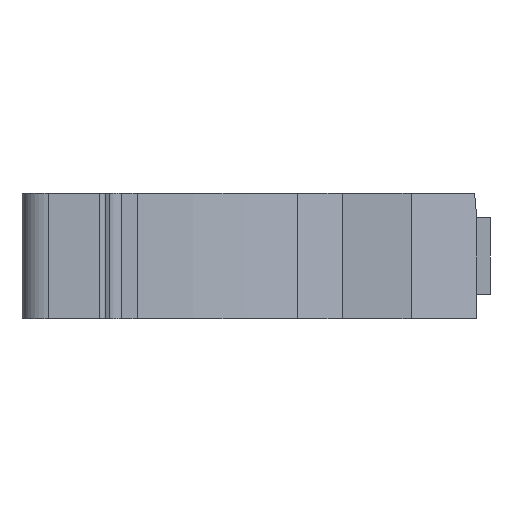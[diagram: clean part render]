
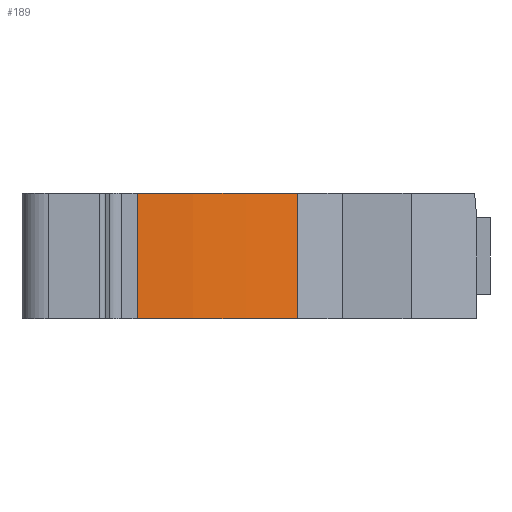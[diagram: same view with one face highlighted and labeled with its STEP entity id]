
A CAD part, front view. The second image highlights one B-rep face of the part: STEP entity #189.
In plain terms, the highlighted cylindrical face has radius 30.24 mm (diameter 60.48 mm), a partial arc.
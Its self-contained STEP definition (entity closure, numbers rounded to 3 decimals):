
#148=CARTESIAN_POINT('',(25.796,105.946,-9.576));
#149=DIRECTION('',(0.462,-0.887,0.));
#150=DIRECTION('',(0.,0.,1.));
#151=AXIS2_PLACEMENT_3D('',#148,#150,#149);
#152=CYLINDRICAL_SURFACE('',#151,30.24);
#153=CARTESIAN_POINT('',(39.752,79.119,0.));
#154=VERTEX_POINT('',#153);
#155=CARTESIAN_POINT('',(27.544,75.756,0.));
#156=VERTEX_POINT('',#155);
#157=CARTESIAN_POINT('',(25.796,105.946,0.));
#158=DIRECTION('',(0.462,-0.887,0.));
#159=DIRECTION('',(0.,0.,-1.));
#160=AXIS2_PLACEMENT_3D('',#157,#159,#158);
#161=CIRCLE('',#160,30.24);
#162=EDGE_CURVE('',#154,#156,#161,.T.);
#163=ORIENTED_EDGE('',*,*,#162,.T.);
#164=CARTESIAN_POINT('',(27.544,75.756,-9.576));
#165=VERTEX_POINT('',#164);
#166=CARTESIAN_POINT('',(27.544,75.756,0.));
#167=DIRECTION('',(0.,0.,-1.));
#168=VECTOR('',#167,9.576);
#169=LINE('',#166,#168);
#170=EDGE_CURVE('',#156,#165,#169,.T.);
#171=ORIENTED_EDGE('',*,*,#170,.T.);
#172=CARTESIAN_POINT('',(39.752,79.119,-9.576));
#173=VERTEX_POINT('',#172);
#174=CARTESIAN_POINT('',(25.796,105.946,-9.576));
#175=DIRECTION('',(0.058,-0.998,0.));
#176=DIRECTION('',(0.,0.,1.));
#177=AXIS2_PLACEMENT_3D('',#174,#176,#175);
#178=CIRCLE('',#177,30.24);
#179=EDGE_CURVE('',#165,#173,#178,.T.);
#180=ORIENTED_EDGE('',*,*,#179,.T.);
#181=CARTESIAN_POINT('',(39.752,79.119,-9.576));
#182=DIRECTION('',(0.,0.,1.));
#183=VECTOR('',#182,9.576);
#184=LINE('',#181,#183);
#185=EDGE_CURVE('',#173,#154,#184,.T.);
#186=ORIENTED_EDGE('',*,*,#185,.T.);
#187=EDGE_LOOP('',(#163,#171,#180,#186));
#188=FACE_OUTER_BOUND('',#187,.T.);
#189=ADVANCED_FACE('',(#188),#152,.T.);
